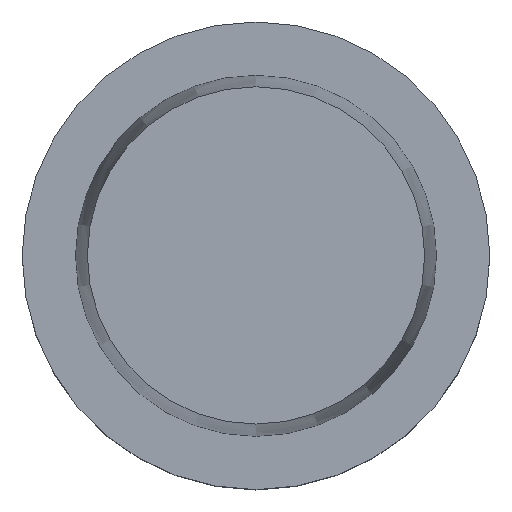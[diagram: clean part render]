
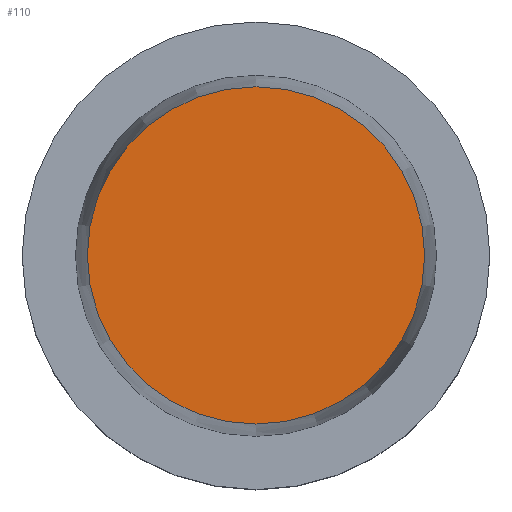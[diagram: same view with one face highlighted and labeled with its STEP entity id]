
A CAD part, top view. The second image highlights one B-rep face of the part: STEP entity #110.
In plain terms, the highlighted planar face has unit normal (0, 0, 1).
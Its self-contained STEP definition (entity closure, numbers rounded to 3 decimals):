
#110=ADVANCED_FACE('Unnamed[1]',(#265),#266,.T.);
#174=EDGE_CURVE('Unnamed[1]',#364,#364,#365,.T.);
#265=FACE_OUTER_BOUND('',#476,.T.);
#266=PLANE('',#477);
#364=VERTEX_POINT('',#599);
#365=CIRCLE('',#600,22.715);
#476=EDGE_LOOP('',(#699));
#477=AXIS2_PLACEMENT_3D('',#700,#701,#702);
#599=CARTESIAN_POINT('',(0.,22.715,32.0));
#600=AXIS2_PLACEMENT_3D('',#810,#811,#812);
#699=ORIENTED_EDGE('',*,*,#174,.T.);
#700=CARTESIAN_POINT('',(0.,11.358,32.0));
#701=DIRECTION('',(0.,0.,1.0));
#702=DIRECTION('',(0.,1.0,0.));
#810=CARTESIAN_POINT('',(0.,0.,32.0));
#811=DIRECTION('',(0.,0.,1.0));
#812=DIRECTION('',(0.,1.0,0.));
